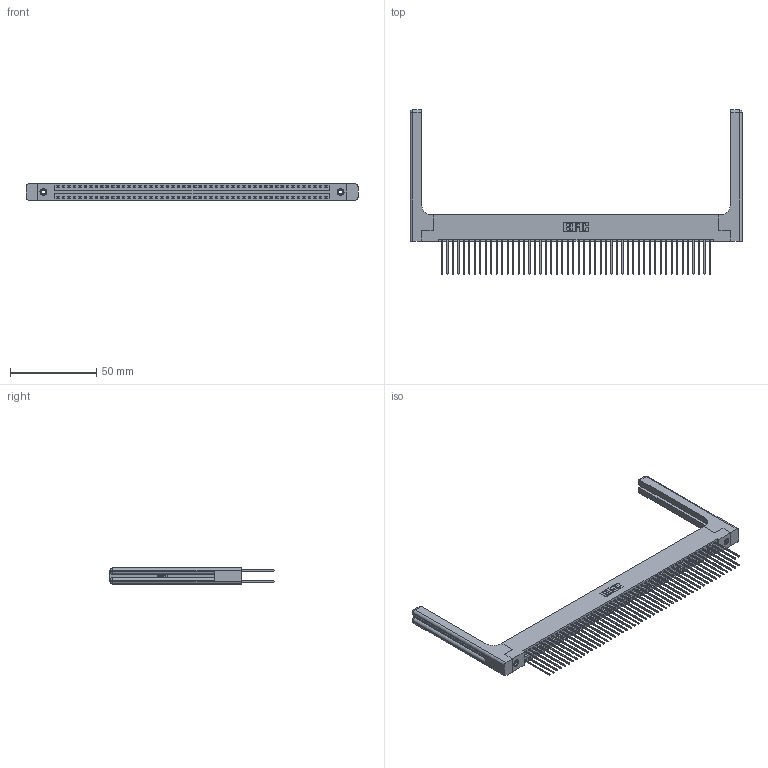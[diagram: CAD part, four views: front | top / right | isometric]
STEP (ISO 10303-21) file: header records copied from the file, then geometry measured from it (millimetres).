
FILE_DESCRIPTION (( 'STEP AP203' ), '1' );
FILE_NAME ('396-100-541-258.STEP', '2019-10-31T05:49:50', ( '' ), ( '' ), 'SwSTEP 2.0', 'SolidWorks 2016', '' );
FILE_SCHEMA (( 'CONFIG_CONTROL_DESIGN' ));
Length unit declared in the file: inch
Products named in the file (5): 345-292-001_345-293-141; 345-250-001_345-250-001-102; 396-100-541-258; 346 Part_Flush Mounting Lugs - 0.156 Dia-TH; 346-220-058_345-220-058
Assembly tree (105 placements, depth 2):
  396-100-541-258
    346 Part_Flush Mounting Lugs - 0.156 Dia-TH
    345-292-001_345-293-141  x100
    345-250-001_345-250-001-102  x2
    346-220-058_345-220-058  x2
Bounding box: 192.81 x 95.25 x 9.4 mm (x, y, z)
Volume: 26931.6 mm3; surface area: 34567.9 mm2
Topology: 105 solids, 105 shells, 5578 faces, 16495 edges, 10842 vertices
Faces by surface type: plane 3724, cylinder 1794, bspline 36, cone 12, sphere 8, torus 4
Entity records: 36754 total; most frequent: CARTESIAN_POINT 7053, ORIENTED_EDGE 5784, DIRECTION 5200, EDGE_CURVE 2892, LINE 2468, VECTOR 2468, VERTEX_POINT 1918, AXIS2_PLACEMENT_3D 1366
